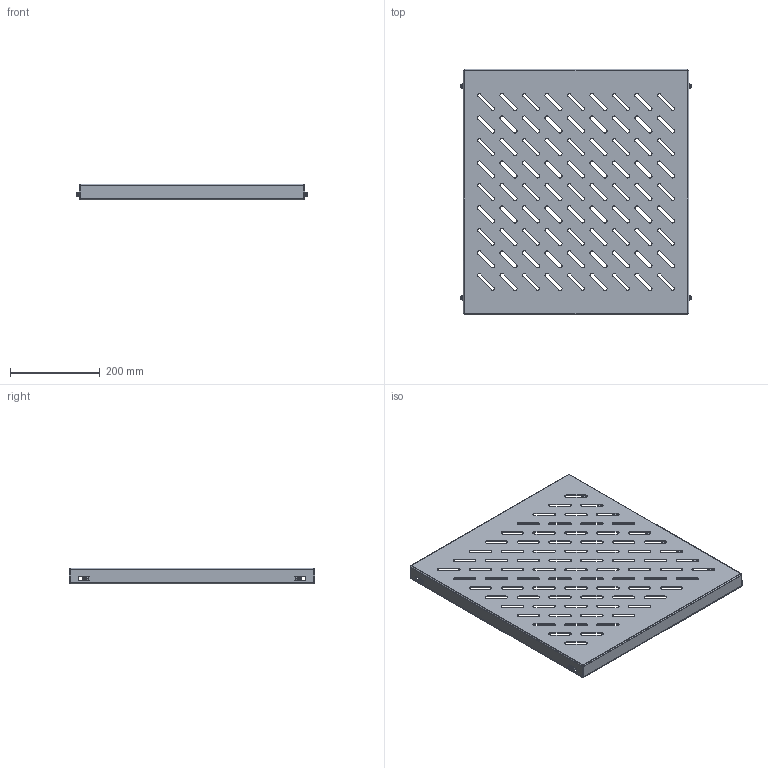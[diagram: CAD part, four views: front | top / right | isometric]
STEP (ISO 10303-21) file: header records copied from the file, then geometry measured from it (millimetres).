
FILE_DESCRIPTION (( 'STEP AP203' ), '1' );
FILE_NAME ('U0693445505 Ïîëêà äëÿ 19-äþéìîâîãî îáîðóäîâàíèÿ ñ áîêîâûì êðåïëåíèåì (80êã) 550ìì LC2_RS52 (000.180.171-01) .STEP', '2022-04-26T07:55:10', ( '' ), ( '' ), 'SwSTEP 2.0', 'SolidWorks 2017', '' );
FILE_SCHEMA (( 'CONFIG_CONTROL_DESIGN' ));
Length unit declared in the file: millimetre
Products named in the file (6): 抔殣罻 蜬濋醂M5-4A; Ãàéêà êëåòåâàÿ_Œ5-4€; Ãàéêà êâàäðàòíàÿ_Œ5; Âèíò DIN 7500 C TORX_Œ5å16; 068-06 Ïîëêà äëÿ 19-äþéìîâîãî îáîðóäîâàíèÿ ñ áîêîâûì êðåïëåíèåì LC2_550; U0693445505 Ïîëêà äëÿ 19-äþéìîâîãî îáîðóäîâàíèÿ ñ áîêîâûì êðåïëåíèåì (80êã) 550ìì LC2_RS52 (000.180.171-01) 
Assembly tree (11 placements, depth 3):
  U0693445505 Ïîëêà äëÿ 19-äþéìîâîãî îáîðóäîâàíèÿ ñ áîêîâûì êðåïëåíèåì (80êã) 550ìì LC2_RS52 (000.180.171-01) 
    068-06 Ïîëêà äëÿ 19-äþéìîâîãî îáîðóäîâàíèÿ ñ áîêîâûì êðåïëåíèåì LC2_550
    Ãàéêà êëåòåâàÿ_Œ5-4€  x4
      抔殣罻 蜬濋醂M5-4A
      Ãàéêà êâàäðàòíàÿ_Œ5
    Âèíò DIN 7500 C TORX_Œ5å16  x4
Bounding box: 513.37 x 546 x 35 mm (x, y, z)
Volume: 448545.2 mm3; surface area: 657171.4 mm2
Topology: 13 solids, 13 shells, 1071 faces, 2731 edges, 1690 vertices
Faces by surface type: plane 576, cylinder 423, bspline 48, cone 16, sphere 8
Entity records: 22911 total; most frequent: CARTESIAN_POINT 5100, ORIENTED_EDGE 3542, DIRECTION 3524, EDGE_CURVE 1771, AXIS2_PLACEMENT_3D 1194, VECTOR 1136, LINE 1136, VERTEX_POINT 1132
